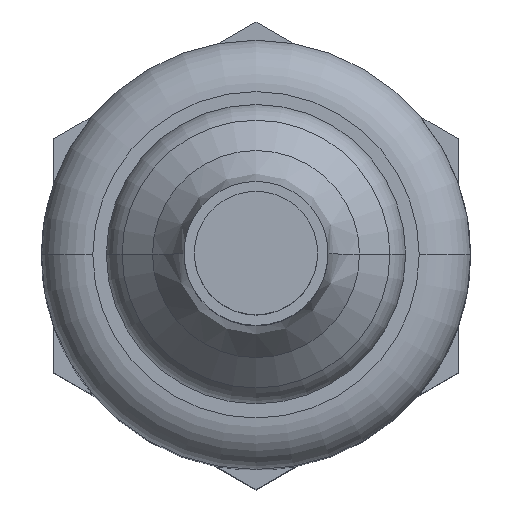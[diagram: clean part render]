
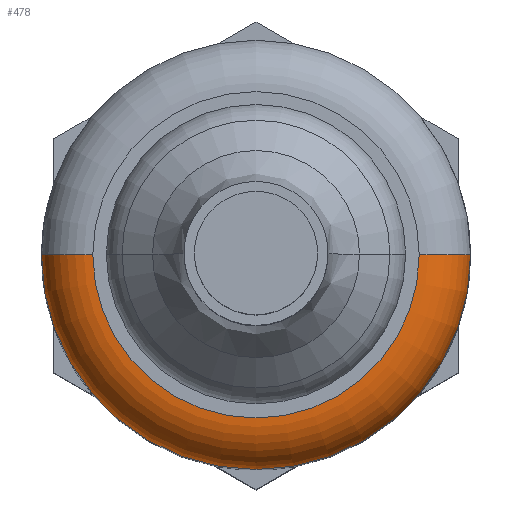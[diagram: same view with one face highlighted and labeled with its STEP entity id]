
A CAD part, top view. The second image highlights one B-rep face of the part: STEP entity #478.
In plain terms, the highlighted toroidal (fillet/blend) face has major radius 4.03 mm and minor radius 1.27 mm.
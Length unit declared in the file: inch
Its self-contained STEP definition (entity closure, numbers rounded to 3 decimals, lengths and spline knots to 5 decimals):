
#348=CARTESIAN_POINT('',(-0.20866,0.,0.77503));
#349=VERTEX_POINT('',#348);
#358=CARTESIAN_POINT('',(0.20866,0.,0.77503));
#359=VERTEX_POINT('',#358);
#439=CARTESIAN_POINT('',(0.,0.,0.77503));
#440=DIRECTION('',(0.,0.0,1.0));
#441=DIRECTION('',(1.0,0.0,0.0));
#442=AXIS2_PLACEMENT_3D('',#439,#440,#441);
#443=TOROIDAL_SURFACE('',#442,0.15866,0.05);
#444=CARTESIAN_POINT('',(0.15866,0.,0.82503));
#445=VERTEX_POINT('',#444);
#446=CARTESIAN_POINT('',(0.15866,0.,0.77503));
#447=DIRECTION('',(0.0,1.0,0.0));
#448=DIRECTION('',(1.0,0.0,0.0));
#449=AXIS2_PLACEMENT_3D('',#446,#447,#448);
#450=CIRCLE('',#449,0.05);
#451=EDGE_CURVE('',#445,#359,#450,.T.);
#452=ORIENTED_EDGE('',*,*,#451,.F.);
#453=CARTESIAN_POINT('',(-0.15866,0.,0.82503));
#454=VERTEX_POINT('',#453);
#455=CARTESIAN_POINT('',(0.,0.,0.82503));
#456=DIRECTION('',(0.0,0.0,-1.0));
#457=DIRECTION('',(1.0,0.0,0.0));
#458=AXIS2_PLACEMENT_3D('',#455,#456,#457);
#459=CIRCLE('',#458,0.15866);
#460=EDGE_CURVE('',#445,#454,#459,.T.);
#461=ORIENTED_EDGE('',*,*,#460,.T.);
#462=CARTESIAN_POINT('',(-0.15866,0.,0.77503));
#463=DIRECTION('',(0.0,-1.0,0.0));
#464=DIRECTION('',(-1.0,0.0,0.0));
#465=AXIS2_PLACEMENT_3D('',#462,#463,#464);
#466=CIRCLE('',#465,0.05);
#467=EDGE_CURVE('',#454,#349,#466,.T.);
#468=ORIENTED_EDGE('',*,*,#467,.T.);
#469=CARTESIAN_POINT('',(0.,0.,0.77503));
#470=DIRECTION('',(0.0,0.0,1.0));
#471=DIRECTION('',(1.0,0.0,0.0));
#472=AXIS2_PLACEMENT_3D('',#469,#470,#471);
#473=CIRCLE('',#472,0.20866);
#474=EDGE_CURVE('',#349,#359,#473,.T.);
#475=ORIENTED_EDGE('',*,*,#474,.T.);
#476=EDGE_LOOP('',(#452,#461,#468,#475));
#477=FACE_OUTER_BOUND('',#476,.T.);
#478=ADVANCED_FACE('',(#477),#443,.T.);
